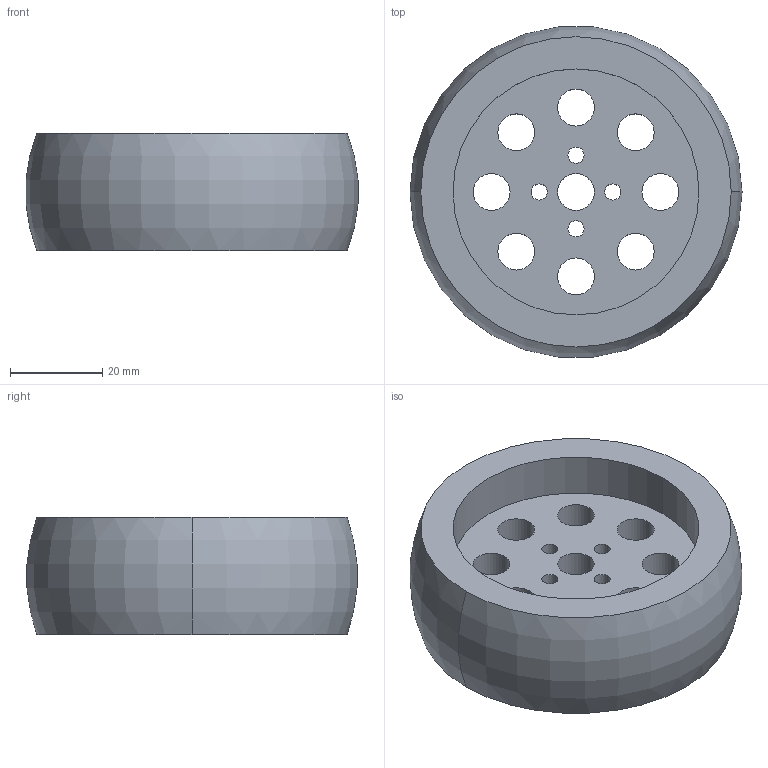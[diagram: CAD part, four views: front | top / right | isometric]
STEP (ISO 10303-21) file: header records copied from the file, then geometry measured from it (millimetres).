
FILE_DESCRIPTION (( 'STEP AP214' ), '1' );
FILE_NAME ('39025_TXM-3 inch Wheel.STEP', '2017-01-16T14:13:31', ( '' ), ( '' ), 'SwSTEP 2.0', 'SolidWorks 2016', '' );
FILE_SCHEMA (( 'AUTOMOTIVE_DESIGN' ));
Length unit declared in the file: millimetre
Products named in the file (2): 39025_TXM-3 inch Wheel
Bounding box: 72 x 71.61 x 25.4 mm (x, y, z)
Volume: 53768.4 mm3; surface area: 16811.3 mm2
Topology: 1 solids, 1 shells, 36 faces, 96 edges, 64 vertices
Faces by surface type: cylinder 30, plane 4, torus 2
Entity records: 1289 total; most frequent: DIRECTION 238, CARTESIAN_POINT 198, ORIENTED_EDGE 192, AXIS2_PLACEMENT_3D 104, EDGE_CURVE 96, CIRCLE 66, EDGE_LOOP 64, VERTEX_POINT 64
